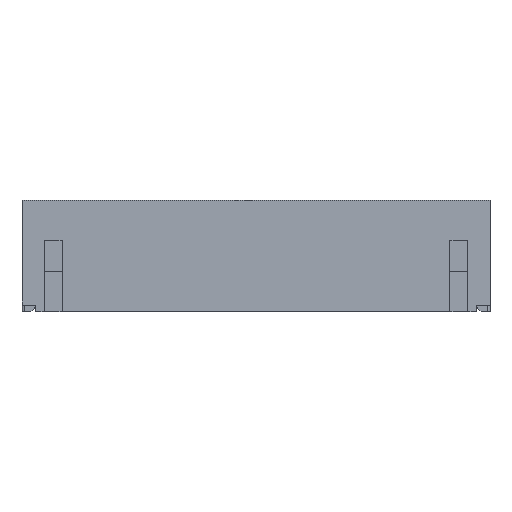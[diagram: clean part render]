
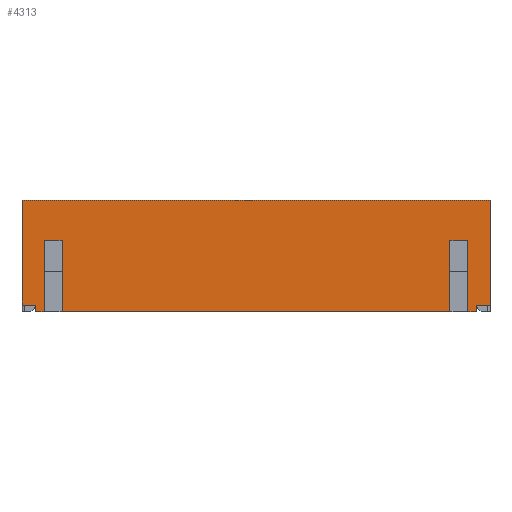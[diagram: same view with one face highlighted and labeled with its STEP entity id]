
A CAD part, left-side view. The second image highlights one B-rep face of the part: STEP entity #4313.
In plain terms, the highlighted planar face has unit normal (-1, 0, 0).
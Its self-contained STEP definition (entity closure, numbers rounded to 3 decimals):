
#55=PLANE('',#4715);
#314=FACE_OUTER_BOUND('',#542,.T.);
#542=EDGE_LOOP('',(#3280,#3281,#3282,#3283,#3284,#3285,#3286,#3287,#3288,
#3289,#3290,#3291,#3292,#3293,#3294,#3295));
#761=LINE('',#6565,#1221);
#765=LINE('',#6573,#1225);
#771=LINE('',#6586,#1231);
#792=LINE('',#6628,#1252);
#805=LINE('',#6653,#1265);
#806=LINE('',#6655,#1266);
#807=LINE('',#6657,#1267);
#808=LINE('',#6659,#1268);
#809=LINE('',#6661,#1269);
#810=LINE('',#6663,#1270);
#811=LINE('',#6665,#1271);
#812=LINE('',#6667,#1272);
#813=LINE('',#6669,#1273);
#814=LINE('',#6671,#1274);
#815=LINE('',#6672,#1275);
#816=LINE('',#6673,#1276);
#1221=VECTOR('',#5396,10.);
#1225=VECTOR('',#5402,10.);
#1231=VECTOR('',#5412,10.);
#1252=VECTOR('',#5445,10.);
#1265=VECTOR('',#5464,10.);
#1266=VECTOR('',#5465,10.);
#1267=VECTOR('',#5466,10.);
#1268=VECTOR('',#5467,10.);
#1269=VECTOR('',#5468,10.);
#1270=VECTOR('',#5469,10.);
#1271=VECTOR('',#5470,10.);
#1272=VECTOR('',#5471,10.);
#1273=VECTOR('',#5472,10.);
#1274=VECTOR('',#5473,10.);
#1275=VECTOR('',#5474,10.);
#1276=VECTOR('',#5475,10.);
#1943=VERTEX_POINT('',#6562);
#1944=VERTEX_POINT('',#6564);
#1947=VERTEX_POINT('',#6572);
#1950=VERTEX_POINT('',#6582);
#1952=VERTEX_POINT('',#6585);
#1967=VERTEX_POINT('',#6626);
#1976=VERTEX_POINT('',#6652);
#1977=VERTEX_POINT('',#6654);
#1978=VERTEX_POINT('',#6656);
#1979=VERTEX_POINT('',#6658);
#1980=VERTEX_POINT('',#6660);
#1981=VERTEX_POINT('',#6662);
#1982=VERTEX_POINT('',#6664);
#1983=VERTEX_POINT('',#6666);
#1984=VERTEX_POINT('',#6668);
#1985=VERTEX_POINT('',#6670);
#2417=EDGE_CURVE('',#1944,#1943,#761,.T.);
#2421=EDGE_CURVE('',#1947,#1944,#765,.T.);
#2427=EDGE_CURVE('',#1952,#1950,#771,.T.);
#2448=EDGE_CURVE('',#1950,#1967,#792,.T.);
#2461=EDGE_CURVE('',#1976,#1947,#805,.T.);
#2462=EDGE_CURVE('',#1943,#1977,#806,.T.);
#2463=EDGE_CURVE('',#1977,#1978,#807,.T.);
#2464=EDGE_CURVE('',#1978,#1979,#808,.T.);
#2465=EDGE_CURVE('',#1979,#1980,#809,.T.);
#2466=EDGE_CURVE('',#1980,#1981,#810,.T.);
#2467=EDGE_CURVE('',#1981,#1982,#811,.T.);
#2468=EDGE_CURVE('',#1982,#1983,#812,.T.);
#2469=EDGE_CURVE('',#1983,#1984,#813,.T.);
#2470=EDGE_CURVE('',#1985,#1984,#814,.T.);
#2471=EDGE_CURVE('',#1952,#1985,#815,.T.);
#2472=EDGE_CURVE('',#1967,#1976,#816,.T.);
#3280=ORIENTED_EDGE('',*,*,#2461,.T.);
#3281=ORIENTED_EDGE('',*,*,#2421,.T.);
#3282=ORIENTED_EDGE('',*,*,#2417,.T.);
#3283=ORIENTED_EDGE('',*,*,#2462,.T.);
#3284=ORIENTED_EDGE('',*,*,#2463,.T.);
#3285=ORIENTED_EDGE('',*,*,#2464,.T.);
#3286=ORIENTED_EDGE('',*,*,#2465,.T.);
#3287=ORIENTED_EDGE('',*,*,#2466,.T.);
#3288=ORIENTED_EDGE('',*,*,#2467,.T.);
#3289=ORIENTED_EDGE('',*,*,#2468,.T.);
#3290=ORIENTED_EDGE('',*,*,#2469,.T.);
#3291=ORIENTED_EDGE('',*,*,#2470,.F.);
#3292=ORIENTED_EDGE('',*,*,#2471,.F.);
#3293=ORIENTED_EDGE('',*,*,#2427,.T.);
#3294=ORIENTED_EDGE('',*,*,#2448,.T.);
#3295=ORIENTED_EDGE('',*,*,#2472,.T.);
#4313=ADVANCED_FACE('',(#314),#55,.T.);
#4715=AXIS2_PLACEMENT_3D('',#6651,#5462,#5463);
#5396=DIRECTION('',(0.,0.,-1.));
#5402=DIRECTION('',(0.,-1.,0.));
#5412=DIRECTION('',(0.,-1.,0.));
#5445=DIRECTION('',(0.,0.,-1.));
#5462=DIRECTION('center_axis',(-1.,0.,0.));
#5463=DIRECTION('ref_axis',(0.,-1.,0.));
#5464=DIRECTION('',(0.,0.,1.));
#5465=DIRECTION('',(0.,-1.,0.));
#5466=DIRECTION('',(0.,0.,1.));
#5467=DIRECTION('',(0.,-1.,0.));
#5468=DIRECTION('',(0.,0.,-1.));
#5469=DIRECTION('',(0.,-1.,0.));
#5470=DIRECTION('',(0.,0.,1.));
#5471=DIRECTION('',(0.,-1.,0.));
#5472=DIRECTION('',(0.,0.,1.));
#5473=DIRECTION('',(0.,-1.,0.));
#5474=DIRECTION('',(0.,0.,1.));
#5475=DIRECTION('',(0.,-1.,0.));
#6562=CARTESIAN_POINT('',(-4.45,16.95,0.));
#6564=CARTESIAN_POINT('',(-4.45,16.95,3.195));
#6565=CARTESIAN_POINT('',(-4.45,16.95,0.));
#6572=CARTESIAN_POINT('',(-4.45,17.75,3.195));
#6573=CARTESIAN_POINT('',(-4.45,17.85,3.195));
#6582=CARTESIAN_POINT('',(-4.45,18.15,0.3));
#6585=CARTESIAN_POINT('',(-4.45,18.75,0.3));
#6586=CARTESIAN_POINT('',(-4.45,18.75,0.3));
#6626=CARTESIAN_POINT('',(-4.45,18.15,0.));
#6628=CARTESIAN_POINT('',(-4.45,18.15,0.325));
#6651=CARTESIAN_POINT('Origin',(-4.45,18.75,0.));
#6652=CARTESIAN_POINT('',(-4.45,17.75,0.));
#6653=CARTESIAN_POINT('',(-4.45,17.75,1.598));
#6654=CARTESIAN_POINT('',(-4.45,-0.45,0.));
#6655=CARTESIAN_POINT('',(-4.45,18.75,0.));
#6656=CARTESIAN_POINT('',(-4.45,-0.45,3.195));
#6657=CARTESIAN_POINT('',(-4.45,-0.45,0.));
#6658=CARTESIAN_POINT('',(-4.45,-1.25,3.195));
#6659=CARTESIAN_POINT('',(-4.45,9.15,3.195));
#6660=CARTESIAN_POINT('',(-4.45,-1.25,0.));
#6661=CARTESIAN_POINT('',(-4.45,-1.25,1.598));
#6662=CARTESIAN_POINT('',(-4.45,-1.65,0.));
#6663=CARTESIAN_POINT('',(-4.45,18.75,0.));
#6664=CARTESIAN_POINT('',(-4.45,-1.65,0.3));
#6665=CARTESIAN_POINT('',(-4.45,-1.65,0.325));
#6666=CARTESIAN_POINT('',(-4.45,-2.25,0.3));
#6667=CARTESIAN_POINT('',(-4.45,8.25,0.3));
#6668=CARTESIAN_POINT('',(-4.45,-2.25,5.));
#6669=CARTESIAN_POINT('',(-4.45,-2.25,0.));
#6670=CARTESIAN_POINT('',(-4.45,18.75,5.));
#6671=CARTESIAN_POINT('',(-4.45,18.75,5.));
#6672=CARTESIAN_POINT('',(-4.45,18.75,0.));
#6673=CARTESIAN_POINT('',(-4.45,18.75,0.));
